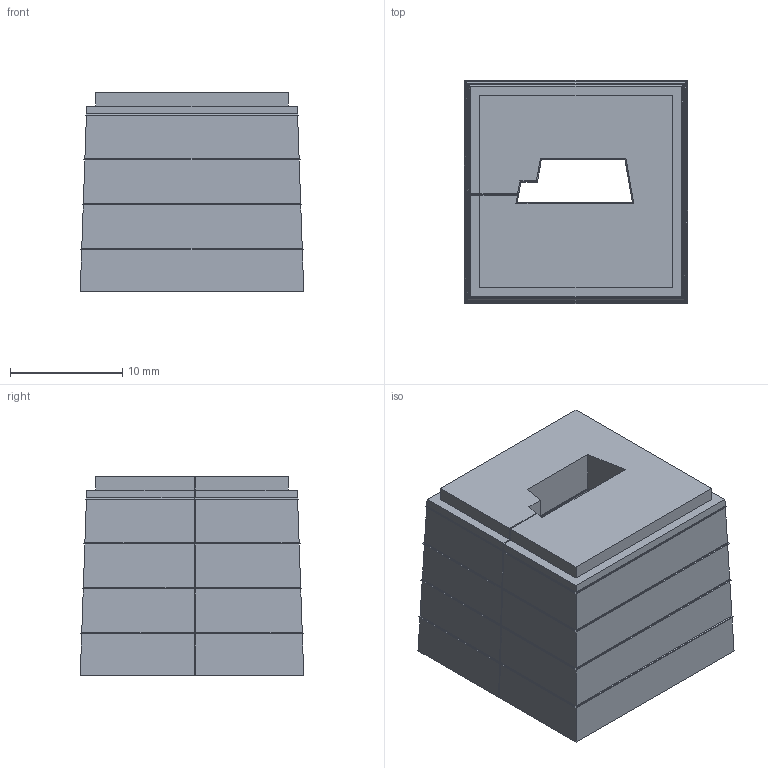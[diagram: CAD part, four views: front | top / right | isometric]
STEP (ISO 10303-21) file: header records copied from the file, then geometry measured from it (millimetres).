
FILE_DESCRIPTION(/* description */ (''),/* implementation_level */ '2;1');
FILE_NAME(/* name */ '28559_4_KDS-DE_1xASI.stp',/* time_stamp */ '2023-10-17T10:12:41+02:00',/* author */ (''),/* organization */ (''),/* preprocessor_version */ 'ST-DEVELOPER v19.3',/* originating_system */ 'SIEMENS PLM Software NX2212.1700',/* authorisation */ '');
FILE_SCHEMA (('AUTOMOTIVE_DESIGN { 1 0 10303 214 3 1 1 1 }'));
Length unit declared in the file: millimetre
Products named in the file (1): 28559_4_KDS-DE_1xASI
Bounding box: 19.9 x 19.9 x 17.7 mm (x, y, z)
Volume: 5863.6 mm3; surface area: 2743.6 mm2
Topology: 1 solids, 1 shells, 170 faces, 443 edges, 280 vertices
Faces by surface type: plane 162, extrusion 7, cylinder 1
Full cylindrical faces by diameter (mm): 5 x1
Entity records: 5297 total; most frequent: CARTESIAN_POINT 1179, ORIENTED_EDGE 884, DIRECTION 751, EDGE_CURVE 442, VECTOR 417, LINE 410, VERTEX_POINT 280, EDGE_LOOP 176
